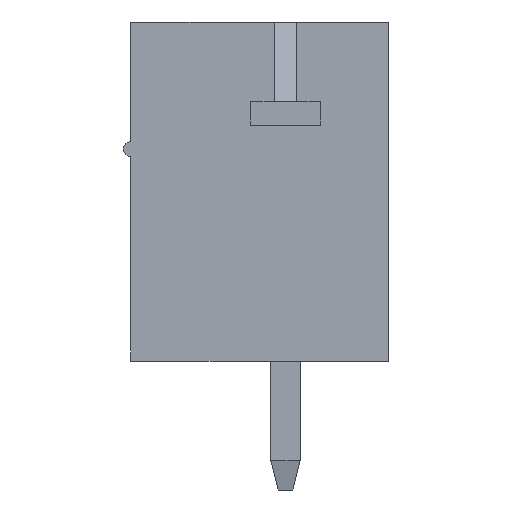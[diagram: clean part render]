
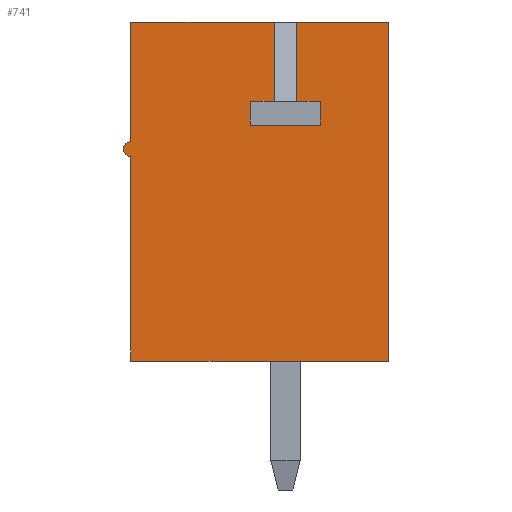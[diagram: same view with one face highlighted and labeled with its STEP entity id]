
A CAD part, left-side view. The second image highlights one B-rep face of the part: STEP entity #741.
In plain terms, the highlighted planar face has unit normal (-1, 0, 0).
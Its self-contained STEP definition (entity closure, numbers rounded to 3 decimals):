
#741 = ADVANCED_FACE( '', ( #1576 ), #1577, .F. );
#1576 = FACE_OUTER_BOUND( '', #2532, .T. );
#1577 = PLANE( '', #2533 );
#2532 = EDGE_LOOP( '', ( #4470, #4471, #4472, #4473, #4474, #4475, #4476, #4477, #4478, #4479, #4480, #4481, #4482, #4483 ) );
#2533 = AXIS2_PLACEMENT_3D( '', #4484, #4485, #4486 );
#4470 = ORIENTED_EDGE( '', *, *, #6682, .T. );
#4471 = ORIENTED_EDGE( '', *, *, #6683, .T. );
#4472 = ORIENTED_EDGE( '', *, *, #6684, .F. );
#4473 = ORIENTED_EDGE( '', *, *, #6685, .T. );
#4474 = ORIENTED_EDGE( '', *, *, #6686, .T. );
#4475 = ORIENTED_EDGE( '', *, *, #6687, .T. );
#4476 = ORIENTED_EDGE( '', *, *, #6175, .F. );
#4477 = ORIENTED_EDGE( '', *, *, #6169, .F. );
#4478 = ORIENTED_EDGE( '', *, *, #6688, .F. );
#4479 = ORIENTED_EDGE( '', *, *, #6212, .T. );
#4480 = ORIENTED_EDGE( '', *, *, #6689, .T. );
#4481 = ORIENTED_EDGE( '', *, *, #6690, .T. );
#4482 = ORIENTED_EDGE( '', *, *, #6691, .T. );
#4483 = ORIENTED_EDGE( '', *, *, #6692, .T. );
#4484 = CARTESIAN_POINT( '', ( -12.025, 0., 0. ) );
#4485 = DIRECTION( '', ( 1., 0., 0. ) );
#4486 = DIRECTION( '', ( 0., 0., -1. ) );
#6169 = EDGE_CURVE( '', #7539, #7541, #7542, .T. );
#6175 = EDGE_CURVE( '', #7541, #7549, #7550, .T. );
#6212 = EDGE_CURVE( '', #7606, #7607, #7608, .T. );
#6682 = EDGE_CURVE( '', #8324, #8325, #8326, .T. );
#6683 = EDGE_CURVE( '', #8325, #8327, #8328, .T. );
#6684 = EDGE_CURVE( '', #8329, #8327, #8330, .T. );
#6685 = EDGE_CURVE( '', #8329, #8331, #8332, .T. );
#6686 = EDGE_CURVE( '', #8331, #8333, #8334, .F. );
#6687 = EDGE_CURVE( '', #8333, #7549, #8335, .T. );
#6688 = EDGE_CURVE( '', #7606, #7539, #8336, .T. );
#6689 = EDGE_CURVE( '', #7607, #8337, #8338, .T. );
#6690 = EDGE_CURVE( '', #8337, #8339, #8340, .T. );
#6691 = EDGE_CURVE( '', #8339, #8341, #8342, .T. );
#6692 = EDGE_CURVE( '', #8341, #8324, #8343, .T. );
#7539 = VERTEX_POINT( '', #9488 );
#7541 = VERTEX_POINT( '', #9491 );
#7542 = LINE( '', #9492, #9493 );
#7549 = VERTEX_POINT( '', #9504 );
#7550 = LINE( '', #9505, #9506 );
#7606 = VERTEX_POINT( '', #9592 );
#7607 = VERTEX_POINT( '', #9593 );
#7608 = LINE( '', #9594, #9595 );
#8324 = VERTEX_POINT( '', #10642 );
#8325 = VERTEX_POINT( '', #10643 );
#8326 = LINE( '', #10644, #10645 );
#8327 = VERTEX_POINT( '', #10646 );
#8328 = LINE( '', #10647, #10648 );
#8329 = VERTEX_POINT( '', #10649 );
#8330 = LINE( '', #10650, #10651 );
#8331 = VERTEX_POINT( '', #10652 );
#8332 = LINE( '', #10653, #10654 );
#8333 = VERTEX_POINT( '', #10655 );
#8334 = CIRCLE( '', #10656, 0.2 );
#8335 = LINE( '', #10657, #10658 );
#8336 = LINE( '', #10659, #10660 );
#8337 = VERTEX_POINT( '', #10661 );
#8338 = LINE( '', #10662, #10663 );
#8339 = VERTEX_POINT( '', #10664 );
#8340 = LINE( '', #10665, #10666 );
#8341 = VERTEX_POINT( '', #10667 );
#8342 = LINE( '', #10668, #10669 );
#8343 = LINE( '', #10670, #10671 );
#9488 = CARTESIAN_POINT( '', ( -12.025, -3.6, 4.6 ) );
#9491 = CARTESIAN_POINT( '', ( -12.025, -3.6, -4.6 ) );
#9492 = CARTESIAN_POINT( '', ( -12.025, -3.6, 4.6 ) );
#9493 = VECTOR( '', #11525, 1000. );
#9504 = CARTESIAN_POINT( '', ( -12.025, 3.4, -4.6 ) );
#9505 = CARTESIAN_POINT( '', ( -12.025, -3.6, -4.6 ) );
#9506 = VECTOR( '', #11530, 1000. );
#9592 = CARTESIAN_POINT( '', ( -12.025, -1.1, 4.6 ) );
#9593 = CARTESIAN_POINT( '', ( -12.025, -1.1, 2.45 ) );
#9594 = CARTESIAN_POINT( '', ( -12.025, -1.1, 4.6 ) );
#9595 = VECTOR( '', #11561, 1000. );
#10642 = CARTESIAN_POINT( '', ( -12.025, 0.15, 2.45 ) );
#10643 = CARTESIAN_POINT( '', ( -12.025, -0.5, 2.45 ) );
#10644 = CARTESIAN_POINT( '', ( -12.025, 0.15, 2.45 ) );
#10645 = VECTOR( '', #11974, 1000. );
#10646 = CARTESIAN_POINT( '', ( -12.025, -0.5, 4.6 ) );
#10647 = CARTESIAN_POINT( '', ( -12.025, -0.5, 2.45 ) );
#10648 = VECTOR( '', #11975, 1000. );
#10649 = CARTESIAN_POINT( '', ( -12.025, 3.4, 4.6 ) );
#10650 = CARTESIAN_POINT( '', ( -12.025, 3.6, 4.6 ) );
#10651 = VECTOR( '', #11976, 1000. );
#10652 = CARTESIAN_POINT( '', ( -12.025, 3.4, 1.35 ) );
#10653 = CARTESIAN_POINT( '', ( -12.025, 3.4, 0. ) );
#10654 = VECTOR( '', #11977, 1000. );
#10655 = CARTESIAN_POINT( '', ( -12.025, 3.4, 0.95 ) );
#10656 = AXIS2_PLACEMENT_3D( '', #11978, #11979, #11980 );
#10657 = CARTESIAN_POINT( '', ( -12.025, 3.4, 0. ) );
#10658 = VECTOR( '', #11981, 1000. );
#10659 = CARTESIAN_POINT( '', ( -12.025, 3.6, 4.6 ) );
#10660 = VECTOR( '', #11982, 1000. );
#10661 = CARTESIAN_POINT( '', ( -12.025, -1.75, 2.45 ) );
#10662 = CARTESIAN_POINT( '', ( -12.025, -1.1, 2.45 ) );
#10663 = VECTOR( '', #11983, 1000. );
#10664 = CARTESIAN_POINT( '', ( -12.025, -1.75, 1.8 ) );
#10665 = CARTESIAN_POINT( '', ( -12.025, -1.75, 2.45 ) );
#10666 = VECTOR( '', #11984, 1000. );
#10667 = CARTESIAN_POINT( '', ( -12.025, 0.15, 1.8 ) );
#10668 = CARTESIAN_POINT( '', ( -12.025, -1.75, 1.8 ) );
#10669 = VECTOR( '', #11985, 1000. );
#10670 = CARTESIAN_POINT( '', ( -12.025, 0.15, 1.8 ) );
#10671 = VECTOR( '', #11986, 1000. );
#11525 = DIRECTION( '', ( 0., 0., -1. ) );
#11530 = DIRECTION( '', ( 0., 1., 0. ) );
#11561 = DIRECTION( '', ( 0., 0., -1. ) );
#11974 = DIRECTION( '', ( 0., -1., 0. ) );
#11975 = DIRECTION( '', ( 0., 0., 1. ) );
#11976 = DIRECTION( '', ( 0., -1., 0. ) );
#11977 = DIRECTION( '', ( 0., 0., -1. ) );
#11978 = CARTESIAN_POINT( '', ( -12.025, 3.4, 1.15 ) );
#11979 = DIRECTION( '', ( 1., 0., 0. ) );
#11980 = DIRECTION( '', ( 0., 0., -1. ) );
#11981 = DIRECTION( '', ( 0., 0., -1. ) );
#11982 = DIRECTION( '', ( 0., -1., 0. ) );
#11983 = DIRECTION( '', ( 0., -1., 0. ) );
#11984 = DIRECTION( '', ( 0., 0., -1. ) );
#11985 = DIRECTION( '', ( 0., 1., 0. ) );
#11986 = DIRECTION( '', ( 0., 0., 1. ) );
